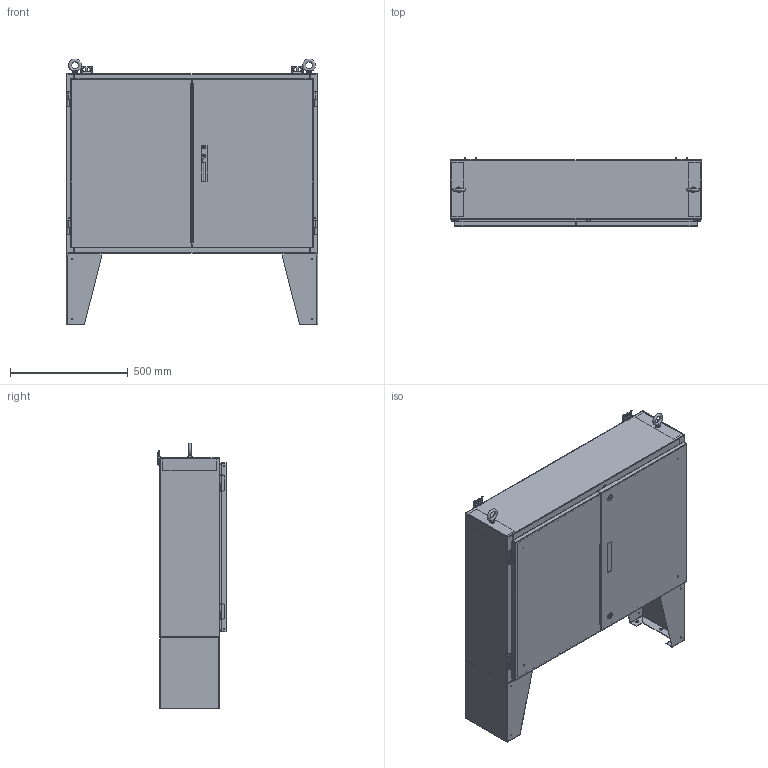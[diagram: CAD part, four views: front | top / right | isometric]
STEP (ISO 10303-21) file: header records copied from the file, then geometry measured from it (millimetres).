
FILE_DESCRIPTION( ( 'Unknown' ), '1' );
FILE_NAME( 'HDM304210.stp', 'Unknown', ( 'Unknown' ), ( 'Unknown' ), 'PSStep 16.0.42', 'Unknown', ' ' );
FILE_SCHEMA( ( 'AUTOMOTIVE_DESIGN { 1 0 10303 214 1 1 1 1 }' ) );
Length unit declared in the file: millimetre
Products named in the file (27): POIGNÉE EMKA ASSEMBLÉE DROITE; ADAPTEUR_TIGE; HD304210_14GA_12_U; HD304210U_14GA; HDXX4210H_14GA_123R; HDXX4210B_14GA_12; Penture HD Acier - DROITE_boitier; Penture HD Acier - GAUCHE_boitier; 0.375-16 x 0.750 AC_CKL 118-510-340; RENFORT10; OEILLET DE LEVAGE; PATTE R; AMF1210; HD3042_14GA_123R_GAUCHE; HD3042_14GA_123R_BLANK; Penture HD Acier - GAUCHE_porte; HD-STRIP-30LG; 0.250-20 x 0.750 AC_CD 201-008-799; HD3042_14GA_123R_EMKA3P_DROIT; HD3042_14GA_123R_EMKA3P; Penture HD Acier - DROITE_porte; M6 x 20mm AC_CD 275-081-189; TIGE EMKA-30_HAUT; TIGE EMKA-30_BAS; Guide Tige EMKA M6x20; Assem1; AHDP3042_12GA
Assembly tree (43 placements, depth 4):
  Assem1
    AHDP3042_12GA
    HD304210_14GA_12_U
      HD304210U_14GA
      HDXX4210H_14GA_123R
      HDXX4210B_14GA_12
      Penture HD Acier - DROITE_boitier  x2
      Penture HD Acier - GAUCHE_boitier  x2
      0.375-16 x 0.750 AC_CKL 118-510-340  x6
      RENFORT10  x2
      OEILLET DE LEVAGE  x2
      PATTE R  x2
      AMF1210  x2
    HD3042_14GA_123R_GAUCHE
      HD3042_14GA_123R_BLANK
      Penture HD Acier - GAUCHE_porte  x2
      HD-STRIP-30LG
      0.250-20 x 0.750 AC_CD 201-008-799
    HD3042_14GA_123R_EMKA3P_DROIT
      HD3042_14GA_123R_EMKA3P
      Penture HD Acier - DROITE_porte  x2
      M6 x 20mm AC_CD 275-081-189  x2
      TIGE EMKA-30_HAUT
      TIGE EMKA-30_BAS
      0.250-20 x 0.750 AC_CD 201-008-799
      Guide Tige EMKA M6x20  x2
      POIGNÉE EMKA ASSEMBLÉE DROITE
        ADAPTEUR_TIGE  x2
Bounding box: 1066.8 x 294.69 x 1128.92 mm (x, y, z)
Volume: 8333824.4 mm3; surface area: 7867436.7 mm2
Topology: 39 solids, 41 shells, 3282 faces, 7738 edges, 4928 vertices
Faces by surface type: plane 2010, cylinder 572, extrusion 392, bspline 216, cone 42, torus 30, sphere 20
Full cylindrical faces by diameter (mm): 0.346 x4, 0.508 x4, 0.794 x6, 3.023 x14, 3.162 x16, 3.175 x30, 4 x8, 4.496 x2, 4.775 x4, 4.877 x2, 5 x4, 5.105 x8, 5.5 x4, 5.994 x4, 6.2 x2, 6.35 x2, 6.807 x2, 7.137 x4, 7.798 x2, 8 x4, 8.4 x2, 8.966 x6, 9 x2, 9.525 x6, 11 x2, 11.582 x4, 12.7 x18, 15 x6, 15.875 x2, 16.192 x6
Entity records: 126196 total; most frequent: CARTESIAN_POINT 49292, ORIENTED_EDGE 12070, DIRECTION 8787, EDGE_CURVE 6035, VERTEX_POINT 4038, EDGE_LOOP 3323, B_SPLINE_CURVE_WITH_KNOTS 3085, VECTOR 3051
